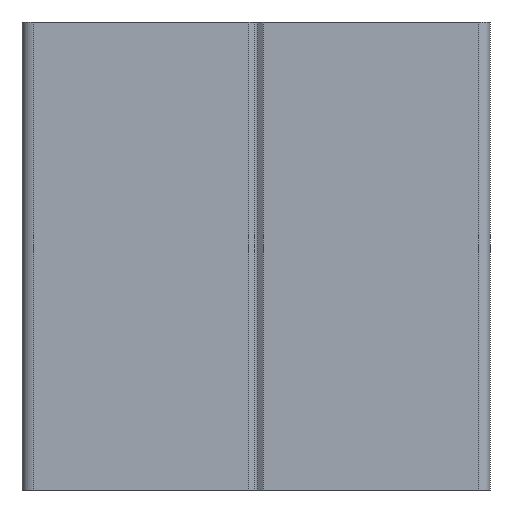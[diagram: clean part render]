
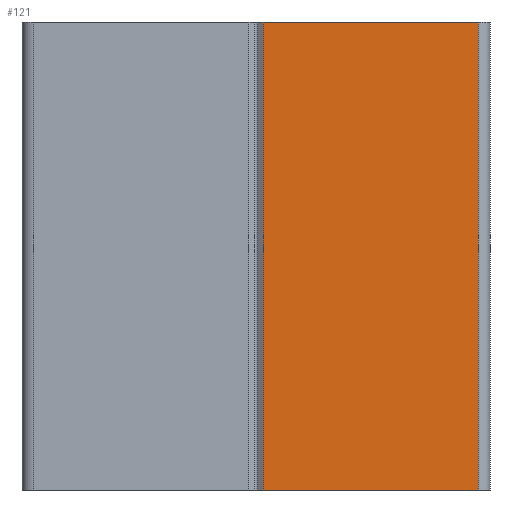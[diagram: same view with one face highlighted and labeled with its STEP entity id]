
A CAD part, front view. The second image highlights one B-rep face of the part: STEP entity #121.
In plain terms, the highlighted planar face has unit normal (0, -1, 0).
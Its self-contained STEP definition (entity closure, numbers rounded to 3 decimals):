
#115=EDGE_CURVE('',#229,#203,#284,.T.);
#121=ADVANCED_FACE('',(#291),#292,.T.);
#163=EDGE_CURVE('',#221,#229,#339,.T.);
#203=VERTEX_POINT('',#382);
#221=VERTEX_POINT('',#400);
#223=VERTEX_POINT('',#402);
#229=VERTEX_POINT('',#409);
#239=EDGE_CURVE('',#223,#203,#419,.T.);
#245=EDGE_CURVE('',#223,#221,#425,.T.);
#284=LINE('',#459,#460);
#291=FACE_OUTER_BOUND('',#468,.T.);
#292=PLANE('',#469);
#339=LINE('',#531,#532);
#382=CARTESIAN_POINT('',(10.3,0.0,20.0));
#400=CARTESIAN_POINT('',(19.5,0.0,0.0));
#402=CARTESIAN_POINT('',(10.3,0.0,0.0));
#409=CARTESIAN_POINT('',(19.5,0.0,20.0));
#419=LINE('',#645,#646);
#425=LINE('',#654,#655);
#459=CARTESIAN_POINT('',(10.3,0.0,20.0));
#460=VECTOR('',#686,1.0);
#468=EDGE_LOOP('',(#699,#700,#701,#702));
#469=AXIS2_PLACEMENT_3D('',#703,#704,#705);
#531=CARTESIAN_POINT('',(19.5,0.0,0.0));
#532=VECTOR('',#779,1.0);
#645=CARTESIAN_POINT('',(10.3,0.0,0.0));
#646=VECTOR('',#838,1.0);
#654=CARTESIAN_POINT('',(10.3,0.0,0.0));
#655=VECTOR('',#841,1.0);
#686=DIRECTION('',(-1.0,-0.0,-0.0));
#699=ORIENTED_EDGE('',*,*,#115,.T.);
#700=ORIENTED_EDGE('',*,*,#239,.F.);
#701=ORIENTED_EDGE('',*,*,#245,.T.);
#702=ORIENTED_EDGE('',*,*,#163,.T.);
#703=CARTESIAN_POINT('',(19.5,0.0,0.0));
#704=DIRECTION('',(0.0,-1.0,0.0));
#705=DIRECTION('',(1.0,0.0,0.0));
#779=DIRECTION('',(0.0,0.0,1.0));
#838=DIRECTION('',(0.0,0.0,1.0));
#841=DIRECTION('',(1.0,0.0,0.0));
